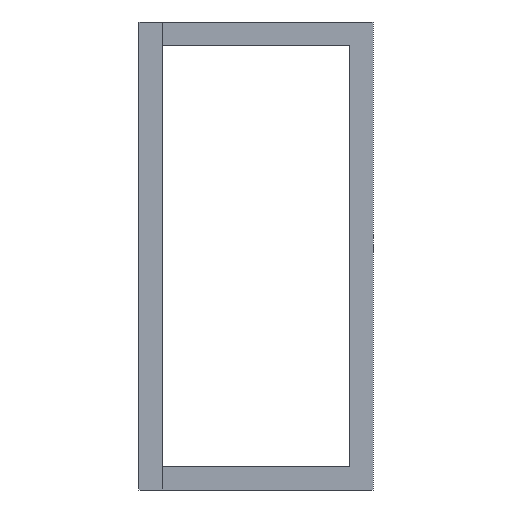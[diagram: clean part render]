
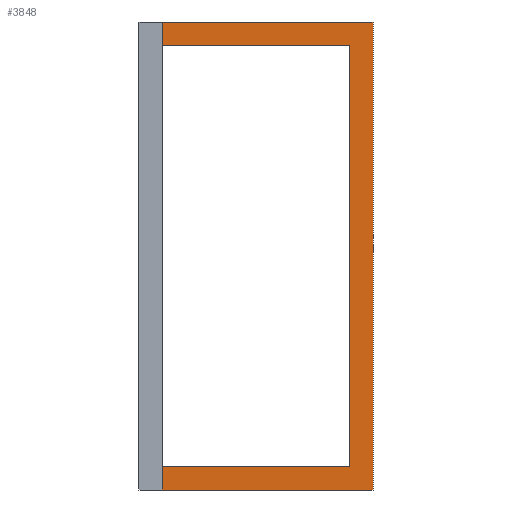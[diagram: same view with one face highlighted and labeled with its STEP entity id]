
A CAD part, front view. The second image highlights one B-rep face of the part: STEP entity #3848.
In plain terms, the highlighted planar face has unit normal (0, -1, 0).
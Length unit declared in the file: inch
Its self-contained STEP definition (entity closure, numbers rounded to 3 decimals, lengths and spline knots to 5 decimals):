
#15 = LINE ( 'NONE', #1200, #3886 ) ;
#60 = DIRECTION ( 'NONE',  ( 0., 0., -1. ) ) ;
#65 = VERTEX_POINT ( 'NONE', #3182 ) ;
#89 = DIRECTION ( 'NONE',  ( 0., 0., -1. ) ) ;
#104 = DIRECTION ( 'NONE',  ( 1., 0., 0. ) ) ;
#194 = CARTESIAN_POINT ( 'NONE',  ( -10.6, -8.775, 0.9 ) ) ;
#272 = CARTESIAN_POINT ( 'NONE',  ( -11.4, -8.775, 1. ) ) ;
#313 = VECTOR ( 'NONE', #104, 39.37008 ) ;
#462 = ORIENTED_EDGE ( 'NONE', *, *, #1329, .F. ) ;
#628 = CARTESIAN_POINT ( 'NONE',  ( -11.4, -8.775, -0.9 ) ) ;
#644 = CARTESIAN_POINT ( 'NONE',  ( -11.4, -8.775, 6.83363 ) ) ;
#657 = ORIENTED_EDGE ( 'NONE', *, *, #3404, .T. ) ;
#668 = DIRECTION ( 'NONE',  ( 0., -1., 0. ) ) ;
#705 = EDGE_CURVE ( 'NONE', #65, #3010, #895, .T. ) ;
#707 = PLANE ( 'NONE',  #1853 ) ;
#745 = VECTOR ( 'NONE', #3068, 39.37008 ) ;
#895 = LINE ( 'NONE', #3874, #2062 ) ;
#937 = LINE ( 'NONE', #644, #2651 ) ;
#943 = CARTESIAN_POINT ( 'NONE',  ( -11.5, -8.775, 0.9 ) ) ;
#976 = ORIENTED_EDGE ( 'NONE', *, *, #2532, .T. ) ;
#996 = EDGE_CURVE ( 'NONE', #3665, #65, #2555, .T. ) ;
#1106 = LINE ( 'NONE', #2310, #3885 ) ;
#1200 = CARTESIAN_POINT ( 'NONE',  ( 0., -8.775, 1. ) ) ;
#1206 = VERTEX_POINT ( 'NONE', #272 ) ;
#1247 = ORIENTED_EDGE ( 'NONE', *, *, #996, .F. ) ;
#1277 = EDGE_CURVE ( 'NONE', #1285, #3010, #2748, .T. ) ;
#1285 = VERTEX_POINT ( 'NONE', #628 ) ;
#1329 = EDGE_CURVE ( 'NONE', #2906, #1828, #2397, .T. ) ;
#1495 = DIRECTION ( 'NONE',  ( 0., 0., -1. ) ) ;
#1794 = CARTESIAN_POINT ( 'NONE',  ( -11.4, -8.775, -1. ) ) ;
#1815 = CARTESIAN_POINT ( 'NONE',  ( -11.4, -8.775, 6.83363 ) ) ;
#1828 = VERTEX_POINT ( 'NONE', #3156 ) ;
#1853 = AXIS2_PLACEMENT_3D ( 'NONE', #2806, #668, #3348 ) ;
#1961 = EDGE_CURVE ( 'NONE', #2649, #2906, #1106, .T. ) ;
#2017 = DIRECTION ( 'NONE',  ( -1., 0., 0. ) ) ;
#2062 = VECTOR ( 'NONE', #2017, 39.37008 ) ;
#2091 = CARTESIAN_POINT ( 'NONE',  ( -10.5, -8.775, 1. ) ) ;
#2205 = CARTESIAN_POINT ( 'NONE',  ( -10.6, -8.775, -0.9 ) ) ;
#2310 = CARTESIAN_POINT ( 'NONE',  ( -10.6, -8.775, 0.9 ) ) ;
#2397 = LINE ( 'NONE', #943, #745 ) ;
#2532 = EDGE_CURVE ( 'NONE', #3665, #1206, #15, .T. ) ;
#2555 = LINE ( 'NONE', #3153, #3876 ) ;
#2568 = ORIENTED_EDGE ( 'NONE', *, *, #1961, .F. ) ;
#2646 = DIRECTION ( 'NONE',  ( 0., 0., 1. ) ) ;
#2649 = VERTEX_POINT ( 'NONE', #2205 ) ;
#2651 = VECTOR ( 'NONE', #60, 39.37008 ) ;
#2676 = EDGE_CURVE ( 'NONE', #1285, #2649, #3420, .T. ) ;
#2748 = LINE ( 'NONE', #1815, #3569 ) ;
#2778 = EDGE_LOOP ( 'NONE', ( #3719, #2966, #1247, #976, #657, #462, #2568, #2791 ) ) ;
#2790 = DIRECTION ( 'NONE',  ( -1., 0., 0. ) ) ;
#2791 = ORIENTED_EDGE ( 'NONE', *, *, #2676, .F. ) ;
#2806 = CARTESIAN_POINT ( 'NONE',  ( 0., -8.775, 6.83363 ) ) ;
#2906 = VERTEX_POINT ( 'NONE', #194 ) ;
#2966 = ORIENTED_EDGE ( 'NONE', *, *, #705, .F. ) ;
#3008 = FACE_OUTER_BOUND ( 'NONE', #2778, .T. ) ;
#3010 = VERTEX_POINT ( 'NONE', #1794 ) ;
#3068 = DIRECTION ( 'NONE',  ( -1., 0., 0. ) ) ;
#3123 = CARTESIAN_POINT ( 'NONE',  ( -11.5, -8.775, -0.9 ) ) ;
#3153 = CARTESIAN_POINT ( 'NONE',  ( -10.5, -8.775, 6.83363 ) ) ;
#3156 = CARTESIAN_POINT ( 'NONE',  ( -11.4, -8.775, 0.9 ) ) ;
#3182 = CARTESIAN_POINT ( 'NONE',  ( -10.5, -8.775, -1. ) ) ;
#3348 = DIRECTION ( 'NONE',  ( 0., 0., -1. ) ) ;
#3404 = EDGE_CURVE ( 'NONE', #1206, #1828, #937, .T. ) ;
#3420 = LINE ( 'NONE', #3123, #313 ) ;
#3569 = VECTOR ( 'NONE', #1495, 39.37008 ) ;
#3665 = VERTEX_POINT ( 'NONE', #2091 ) ;
#3719 = ORIENTED_EDGE ( 'NONE', *, *, #1277, .T. ) ;
#3848 = ADVANCED_FACE ( 'NONE', ( #3008 ), #707, .T. ) ;
#3874 = CARTESIAN_POINT ( 'NONE',  ( 0., -8.775, -1. ) ) ;
#3876 = VECTOR ( 'NONE', #89, 39.37008 ) ;
#3885 = VECTOR ( 'NONE', #2646, 39.37008 ) ;
#3886 = VECTOR ( 'NONE', #2790, 39.37008 ) ;
